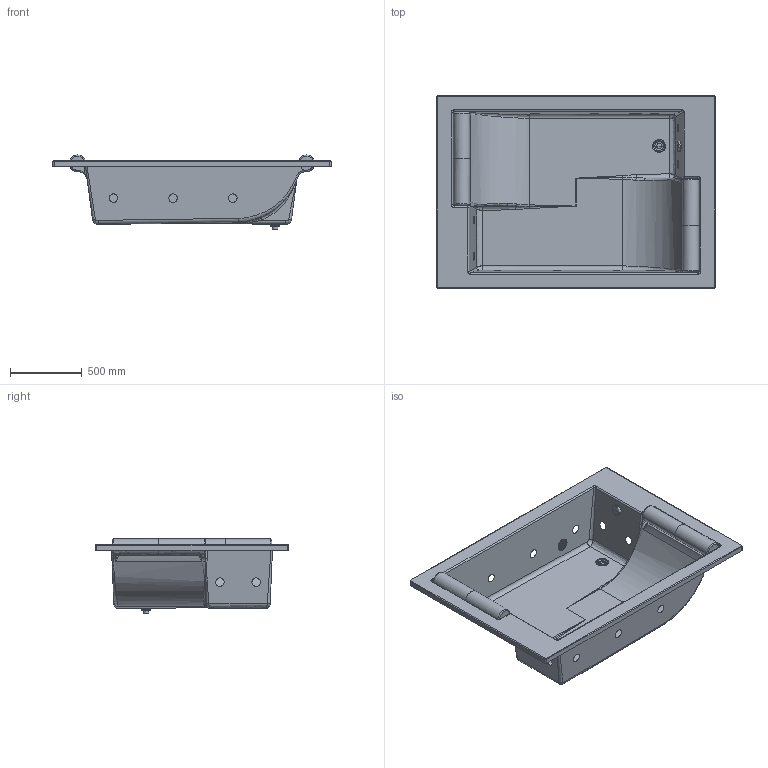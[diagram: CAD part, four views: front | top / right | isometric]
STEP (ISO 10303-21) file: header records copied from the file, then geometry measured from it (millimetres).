
FILE_DESCRIPTION(/* description */ (''),/* implementation_level */ '2;1');
FILE_NAME(/* name */ 'ASTERI~1',/* time_stamp */ '2016-03-09T08:20:35+01:00',/* author */ (''),/* organization */ (''),/* preprocessor_version */ 'ST-DEVELOPER v15',/* originating_system */ '',/* authorisation */ '');
FILE_SCHEMA (('AUTOMOTIVE_DESIGN_CC2'));
Length unit declared in the file: centimetre
Products named in the file (1): Document
Bounding box: 1940 x 1345 x 516.2 mm (x, y, z)
Volume: 13246876.5 mm3; surface area: 5162029.8 mm2
Topology: 4 solids, 8 shells, 175 faces, 576 edges, 370 vertices
Faces by surface type: bspline 148, plane 27
Entity records: 20644 total; most frequent: CARTESIAN_POINT 17443, ORIENTED_EDGE 952, EDGE_CURVE 542, B_SPLINE_CURVE_WITH_KNOTS 402, VERTEX_POINT 370, EDGE_LOOP 264, ADVANCED_FACE 175, FACE_OUTER_BOUND 175
